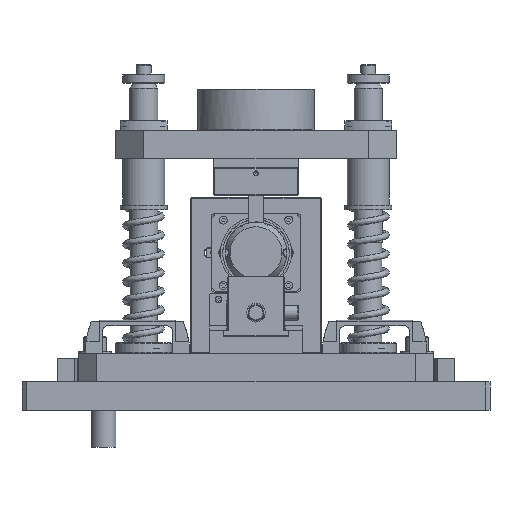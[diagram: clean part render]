
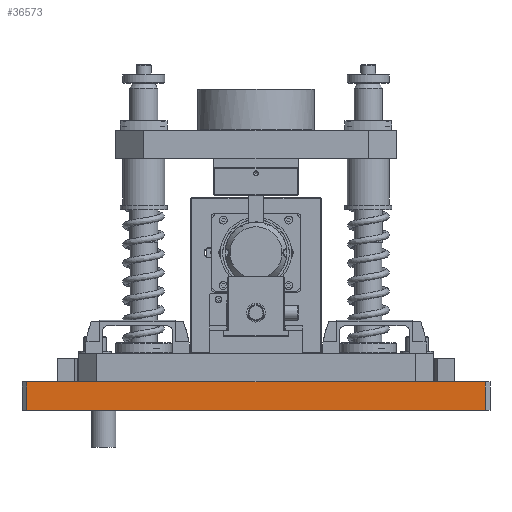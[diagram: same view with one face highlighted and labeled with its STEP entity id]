
A CAD part, front view. The second image highlights one B-rep face of the part: STEP entity #36573.
In plain terms, the highlighted planar face has unit normal (0, -1, 0).
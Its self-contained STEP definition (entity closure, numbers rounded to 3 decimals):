
#36573 = ADVANCED_FACE('',(#36574),#36608,.T.);
#36574 = FACE_BOUND('',#36575,.T.);
#36575 = EDGE_LOOP('',(#36576,#36586,#36594,#36602));
#36576 = ORIENTED_EDGE('',*,*,#36577,.T.);
#36577 = EDGE_CURVE('',#36578,#36580,#36582,.T.);
#36578 = VERTEX_POINT('',#36579);
#36579 = CARTESIAN_POINT('',(245.,-215.,-15.));
#36580 = VERTEX_POINT('',#36581);
#36581 = CARTESIAN_POINT('',(-245.,-215.,-15.));
#36582 = LINE('',#36583,#36584);
#36583 = CARTESIAN_POINT('',(250.,-215.,-15.));
#36584 = VECTOR('',#36585,1.);
#36585 = DIRECTION('',(-1.,0.,0.));
#36586 = ORIENTED_EDGE('',*,*,#36587,.T.);
#36587 = EDGE_CURVE('',#36580,#36588,#36590,.T.);
#36588 = VERTEX_POINT('',#36589);
#36589 = CARTESIAN_POINT('',(-245.,-215.,-45.));
#36590 = LINE('',#36591,#36592);
#36591 = CARTESIAN_POINT('',(-245.,-215.,-15.));
#36592 = VECTOR('',#36593,1.);
#36593 = DIRECTION('',(0.,0.,-1.));
#36594 = ORIENTED_EDGE('',*,*,#36595,.F.);
#36595 = EDGE_CURVE('',#36596,#36588,#36598,.T.);
#36596 = VERTEX_POINT('',#36597);
#36597 = CARTESIAN_POINT('',(245.,-215.,-45.));
#36598 = LINE('',#36599,#36600);
#36599 = CARTESIAN_POINT('',(250.,-215.,-45.));
#36600 = VECTOR('',#36601,1.);
#36601 = DIRECTION('',(-1.,0.,0.));
#36602 = ORIENTED_EDGE('',*,*,#36603,.T.);
#36603 = EDGE_CURVE('',#36596,#36578,#36604,.T.);
#36604 = LINE('',#36605,#36606);
#36605 = CARTESIAN_POINT('',(245.,-215.,-15.));
#36606 = VECTOR('',#36607,1.);
#36607 = DIRECTION('',(0.,0.,1.));
#36608 = PLANE('',#36609);
#36609 = AXIS2_PLACEMENT_3D('',#36610,#36611,#36612);
#36610 = CARTESIAN_POINT('',(250.,-215.,-15.));
#36611 = DIRECTION('',(0.,-1.,0.));
#36612 = DIRECTION('',(1.,0.,0.));
